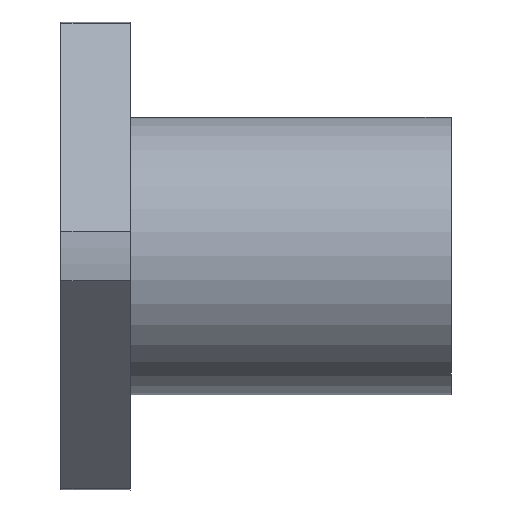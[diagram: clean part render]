
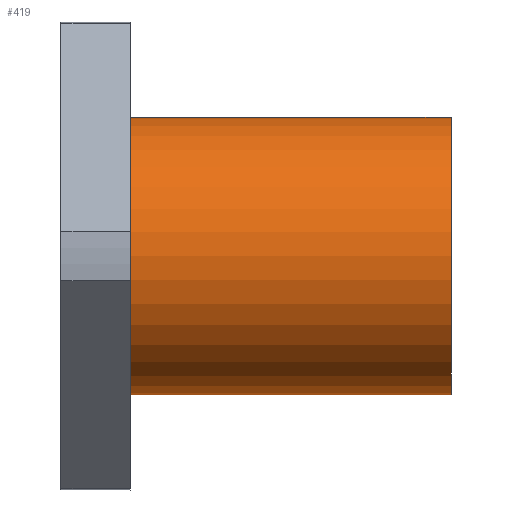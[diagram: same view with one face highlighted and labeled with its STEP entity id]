
A CAD part, front view. The second image highlights one B-rep face of the part: STEP entity #419.
In plain terms, the highlighted cylindrical face has radius 16 mm (diameter 32 mm), a partial arc.
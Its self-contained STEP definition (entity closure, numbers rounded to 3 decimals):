
#67 = EDGE_LOOP ( 'NONE', ( #133, #134, #135, #127 ) ) ;
#127 = ORIENTED_EDGE ( 'NONE', *, *, #1443, .F. ) ;
#133 = ORIENTED_EDGE ( 'NONE', *, *, #1465, .F. ) ;
#134 = ORIENTED_EDGE ( 'NONE', *, *, #1450, .T. ) ;
#135 = ORIENTED_EDGE ( 'NONE', *, *, #1405, .T. ) ;
#291 = CYLINDRICAL_SURFACE ( 'NONE', #1471, 16. ) ;
#296 = FACE_OUTER_BOUND ( 'NONE', #67, .T. ) ;
#419 = ADVANCED_FACE ( 'NONE', ( #296 ), #291, .T. ) ;
#501 = VERTEX_POINT ( 'NONE', #725 ) ;
#502 = VERTEX_POINT ( 'NONE', #726 ) ;
#503 = VERTEX_POINT ( 'NONE', #727 ) ;
#504 = VERTEX_POINT ( 'NONE', #728 ) ;
#533 = DIRECTION ( 'NONE',  ( 0., 0., 1. ) ) ;
#534 = DIRECTION ( 'NONE',  ( -1., 0., 0. ) ) ;
#535 = CARTESIAN_POINT ( 'NONE',  ( 0., 0., 0. ) ) ;
#725 = CARTESIAN_POINT ( 'NONE',  ( 45., 0., 16. ) ) ;
#726 = CARTESIAN_POINT ( 'NONE',  ( 45., 0., -16. ) ) ;
#727 = CARTESIAN_POINT ( 'NONE',  ( 8., 0., -16. ) ) ;
#728 = CARTESIAN_POINT ( 'NONE',  ( 8., 0., 16. ) ) ;
#951 = CARTESIAN_POINT ( 'NONE',  ( 0., 0., 16. ) ) ;
#958 = DIRECTION ( 'NONE',  ( -1., 0., 0. ) ) ;
#1045 = CARTESIAN_POINT ( 'NONE',  ( 8., 0., 0. ) ) ;
#1054 = DIRECTION ( 'NONE',  ( -1., 0., 0. ) ) ;
#1055 = DIRECTION ( 'NONE',  ( 0., 0., 1. ) ) ;
#1063 = CARTESIAN_POINT ( 'NONE',  ( 45., 0., 0. ) ) ;
#1073 = DIRECTION ( 'NONE',  ( -1., 0., 0. ) ) ;
#1074 = DIRECTION ( 'NONE',  ( 0., 0., 1. ) ) ;
#1116 = CARTESIAN_POINT ( 'NONE',  ( 0., 0., -16. ) ) ;
#1117 = DIRECTION ( 'NONE',  ( -1., 0., 0. ) ) ;
#1229 = VECTOR ( 'NONE', #958, 1000. ) ;
#1246 = LINE ( 'NONE', #951, #1229 ) ;
#1303 = CIRCLE ( 'NONE', #1592, 16. ) ;
#1310 = CIRCLE ( 'NONE', #1596, 16. ) ;
#1320 = LINE ( 'NONE', #1116, #1324 ) ;
#1324 = VECTOR ( 'NONE', #1117, 1000. ) ;
#1405 = EDGE_CURVE ( 'NONE', #501, #504, #1246, .T. ) ;
#1443 = EDGE_CURVE ( 'NONE', #503, #504, #1303, .T. ) ;
#1450 = EDGE_CURVE ( 'NONE', #502, #501, #1310, .T. ) ;
#1465 = EDGE_CURVE ( 'NONE', #502, #503, #1320, .T. ) ;
#1471 = AXIS2_PLACEMENT_3D ( 'NONE', #535, #534, #533 ) ;
#1592 = AXIS2_PLACEMENT_3D ( 'NONE', #1045, #1054, #1055 ) ;
#1596 = AXIS2_PLACEMENT_3D ( 'NONE', #1063, #1073, #1074 ) ;
